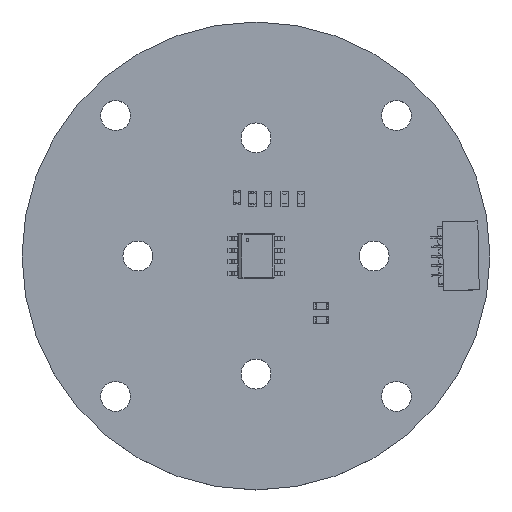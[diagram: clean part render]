
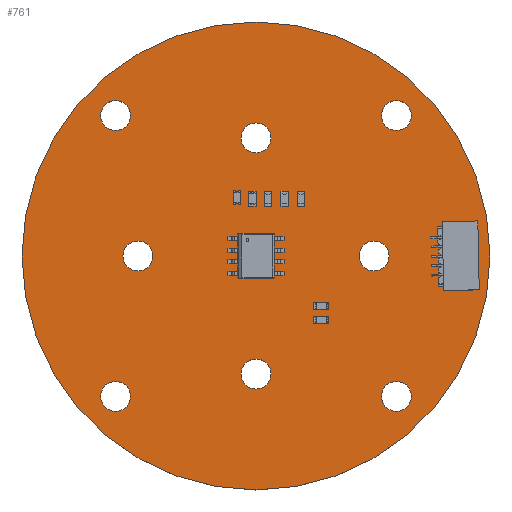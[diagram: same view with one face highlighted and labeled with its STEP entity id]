
A CAD part, top view. The second image highlights one B-rep face of the part: STEP entity #761.
In plain terms, the highlighted planar face has unit normal (0, 0, 1).
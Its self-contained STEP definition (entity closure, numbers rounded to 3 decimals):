
#132 = VERTEX_POINT('',#133);
#133 = CARTESIAN_POINT('',(-24.987,0.,
    1.6));
#139 = EDGE_CURVE('',#132,#140,#142,.T.);
#140 = VERTEX_POINT('',#141);
#141 = CARTESIAN_POINT('',(24.987,0.,
    1.6));
#142 = CIRCLE('',#143,24.987);
#143 = AXIS2_PLACEMENT_3D('',#144,#145,#146);
#144 = CARTESIAN_POINT('',(0.,0.,1.6));
#145 = DIRECTION('',(0.,0.,-1.));
#146 = DIRECTION('',(-1.,0.,0.));
#172 = EDGE_CURVE('',#140,#132,#173,.T.);
#173 = CIRCLE('',#174,24.987);
#174 = AXIS2_PLACEMENT_3D('',#175,#176,#177);
#175 = CARTESIAN_POINT('',(0.,0.,
    1.6));
#176 = DIRECTION('',(-0.,0.,-1.));
#177 = DIRECTION('',(1.,0.,-0.));
#198 = VERTEX_POINT('',#199);
#199 = CARTESIAN_POINT('',(-13.4,-15.,
    1.6));
#205 = EDGE_CURVE('',#198,#206,#208,.T.);
#206 = VERTEX_POINT('',#207);
#207 = CARTESIAN_POINT('',(-16.6,-15.,
    1.6));
#208 = CIRCLE('',#209,1.6);
#209 = AXIS2_PLACEMENT_3D('',#210,#211,#212);
#210 = CARTESIAN_POINT('',(-15.,-15.,
    1.6));
#211 = DIRECTION('',(0.,0.,1.));
#212 = DIRECTION('',(1.,0.,-0.));
#238 = EDGE_CURVE('',#206,#198,#239,.T.);
#239 = CIRCLE('',#240,1.6);
#240 = AXIS2_PLACEMENT_3D('',#241,#242,#243);
#241 = CARTESIAN_POINT('',(-15.,-15.,
    1.6));
#242 = DIRECTION('',(0.,0.,1.));
#243 = DIRECTION('',(-1.,0.,0.));
#264 = VERTEX_POINT('',#265);
#265 = CARTESIAN_POINT('',(-13.4,15.,
    1.6));
#271 = EDGE_CURVE('',#264,#272,#274,.T.);
#272 = VERTEX_POINT('',#273);
#273 = CARTESIAN_POINT('',(-16.6,15.,
    1.6));
#274 = CIRCLE('',#275,1.6);
#275 = AXIS2_PLACEMENT_3D('',#276,#277,#278);
#276 = CARTESIAN_POINT('',(-15.,15.,
    1.6));
#277 = DIRECTION('',(0.,0.,1.));
#278 = DIRECTION('',(1.,0.,-0.));
#304 = EDGE_CURVE('',#272,#264,#305,.T.);
#305 = CIRCLE('',#306,1.6);
#306 = AXIS2_PLACEMENT_3D('',#307,#308,#309);
#307 = CARTESIAN_POINT('',(-15.,15.,
    1.6));
#308 = DIRECTION('',(0.,0.,1.));
#309 = DIRECTION('',(-1.,0.,0.));
#330 = VERTEX_POINT('',#331);
#331 = CARTESIAN_POINT('',(-11.01,0.,
    1.6));
#337 = EDGE_CURVE('',#330,#338,#340,.T.);
#338 = VERTEX_POINT('',#339);
#339 = CARTESIAN_POINT('',(-14.21,0.,
    1.6));
#340 = CIRCLE('',#341,1.6);
#341 = AXIS2_PLACEMENT_3D('',#342,#343,#344);
#342 = CARTESIAN_POINT('',(-12.61,0.,
    1.6));
#343 = DIRECTION('',(0.,0.,1.));
#344 = DIRECTION('',(1.,0.,-0.));
#370 = EDGE_CURVE('',#338,#330,#371,.T.);
#371 = CIRCLE('',#372,1.6);
#372 = AXIS2_PLACEMENT_3D('',#373,#374,#375);
#373 = CARTESIAN_POINT('',(-12.61,0.,
    1.6));
#374 = DIRECTION('',(0.,0.,1.));
#375 = DIRECTION('',(-1.,0.,0.));
#396 = VERTEX_POINT('',#397);
#397 = CARTESIAN_POINT('',(1.6,12.61,1.6
    ));
#403 = EDGE_CURVE('',#396,#404,#406,.T.);
#404 = VERTEX_POINT('',#405);
#405 = CARTESIAN_POINT('',(-1.6,12.61,
    1.6));
#406 = CIRCLE('',#407,1.6);
#407 = AXIS2_PLACEMENT_3D('',#408,#409,#410);
#408 = CARTESIAN_POINT('',(0.,12.61,1.6));
#409 = DIRECTION('',(0.,0.,1.));
#410 = DIRECTION('',(1.,0.,-0.));
#436 = EDGE_CURVE('',#404,#396,#437,.T.);
#437 = CIRCLE('',#438,1.6);
#438 = AXIS2_PLACEMENT_3D('',#439,#440,#441);
#439 = CARTESIAN_POINT('',(0.,12.61,1.6));
#440 = DIRECTION('',(0.,0.,1.));
#441 = DIRECTION('',(-1.,0.,0.));
#462 = VERTEX_POINT('',#463);
#463 = CARTESIAN_POINT('',(1.6,-12.61,1.6
    ));
#469 = EDGE_CURVE('',#462,#470,#472,.T.);
#470 = VERTEX_POINT('',#471);
#471 = CARTESIAN_POINT('',(-1.6,-12.61,
    1.6));
#472 = CIRCLE('',#473,1.6);
#473 = AXIS2_PLACEMENT_3D('',#474,#475,#476);
#474 = CARTESIAN_POINT('',(0.,-12.61,1.6));
#475 = DIRECTION('',(0.,0.,1.));
#476 = DIRECTION('',(1.,0.,-0.));
#502 = EDGE_CURVE('',#470,#462,#503,.T.);
#503 = CIRCLE('',#504,1.6);
#504 = AXIS2_PLACEMENT_3D('',#505,#506,#507);
#505 = CARTESIAN_POINT('',(0.,-12.61,1.6));
#506 = DIRECTION('',(0.,0.,1.));
#507 = DIRECTION('',(-1.,0.,0.));
#528 = VERTEX_POINT('',#529);
#529 = CARTESIAN_POINT('',(14.21,0.,
    1.6));
#535 = EDGE_CURVE('',#528,#536,#538,.T.);
#536 = VERTEX_POINT('',#537);
#537 = CARTESIAN_POINT('',(11.01,0.,
    1.6));
#538 = CIRCLE('',#539,1.6);
#539 = AXIS2_PLACEMENT_3D('',#540,#541,#542);
#540 = CARTESIAN_POINT('',(12.61,0.,
    1.6));
#541 = DIRECTION('',(0.,0.,1.));
#542 = DIRECTION('',(1.,0.,-0.));
#568 = EDGE_CURVE('',#536,#528,#569,.T.);
#569 = CIRCLE('',#570,1.6);
#570 = AXIS2_PLACEMENT_3D('',#571,#572,#573);
#571 = CARTESIAN_POINT('',(12.61,0.,
    1.6));
#572 = DIRECTION('',(0.,0.,1.));
#573 = DIRECTION('',(-1.,0.,0.));
#594 = VERTEX_POINT('',#595);
#595 = CARTESIAN_POINT('',(16.6,15.,
    1.6));
#601 = EDGE_CURVE('',#594,#602,#604,.T.);
#602 = VERTEX_POINT('',#603);
#603 = CARTESIAN_POINT('',(13.4,15.,
    1.6));
#604 = CIRCLE('',#605,1.6);
#605 = AXIS2_PLACEMENT_3D('',#606,#607,#608);
#606 = CARTESIAN_POINT('',(15.,15.,
    1.6));
#607 = DIRECTION('',(0.,0.,1.));
#608 = DIRECTION('',(1.,0.,-0.));
#634 = EDGE_CURVE('',#602,#594,#635,.T.);
#635 = CIRCLE('',#636,1.6);
#636 = AXIS2_PLACEMENT_3D('',#637,#638,#639);
#637 = CARTESIAN_POINT('',(15.,15.,
    1.6));
#638 = DIRECTION('',(0.,0.,1.));
#639 = DIRECTION('',(-1.,0.,0.));
#660 = VERTEX_POINT('',#661);
#661 = CARTESIAN_POINT('',(16.6,-15.,
    1.6));
#667 = EDGE_CURVE('',#660,#668,#670,.T.);
#668 = VERTEX_POINT('',#669);
#669 = CARTESIAN_POINT('',(13.4,-15.,
    1.6));
#670 = CIRCLE('',#671,1.6);
#671 = AXIS2_PLACEMENT_3D('',#672,#673,#674);
#672 = CARTESIAN_POINT('',(15.,-15.,
    1.6));
#673 = DIRECTION('',(0.,0.,1.));
#674 = DIRECTION('',(1.,0.,-0.));
#700 = EDGE_CURVE('',#668,#660,#701,.T.);
#701 = CIRCLE('',#702,1.6);
#702 = AXIS2_PLACEMENT_3D('',#703,#704,#705);
#703 = CARTESIAN_POINT('',(15.,-15.,
    1.6));
#704 = DIRECTION('',(0.,0.,1.));
#705 = DIRECTION('',(-1.,0.,0.));
#761 = ADVANCED_FACE('',(#762,#766,#770,#774,#778,#782,#786,#790,#794),
  #798,.F.);
#762 = FACE_BOUND('',#763,.F.);
#763 = EDGE_LOOP('',(#764,#765));
#764 = ORIENTED_EDGE('',*,*,#139,.T.);
#765 = ORIENTED_EDGE('',*,*,#172,.T.);
#766 = FACE_BOUND('',#767,.F.);
#767 = EDGE_LOOP('',(#768,#769));
#768 = ORIENTED_EDGE('',*,*,#205,.T.);
#769 = ORIENTED_EDGE('',*,*,#238,.T.);
#770 = FACE_BOUND('',#771,.F.);
#771 = EDGE_LOOP('',(#772,#773));
#772 = ORIENTED_EDGE('',*,*,#271,.T.);
#773 = ORIENTED_EDGE('',*,*,#304,.T.);
#774 = FACE_BOUND('',#775,.F.);
#775 = EDGE_LOOP('',(#776,#777));
#776 = ORIENTED_EDGE('',*,*,#337,.T.);
#777 = ORIENTED_EDGE('',*,*,#370,.T.);
#778 = FACE_BOUND('',#779,.F.);
#779 = EDGE_LOOP('',(#780,#781));
#780 = ORIENTED_EDGE('',*,*,#403,.T.);
#781 = ORIENTED_EDGE('',*,*,#436,.T.);
#782 = FACE_BOUND('',#783,.F.);
#783 = EDGE_LOOP('',(#784,#785));
#784 = ORIENTED_EDGE('',*,*,#469,.T.);
#785 = ORIENTED_EDGE('',*,*,#502,.T.);
#786 = FACE_BOUND('',#787,.F.);
#787 = EDGE_LOOP('',(#788,#789));
#788 = ORIENTED_EDGE('',*,*,#535,.T.);
#789 = ORIENTED_EDGE('',*,*,#568,.T.);
#790 = FACE_BOUND('',#791,.F.);
#791 = EDGE_LOOP('',(#792,#793));
#792 = ORIENTED_EDGE('',*,*,#601,.T.);
#793 = ORIENTED_EDGE('',*,*,#634,.T.);
#794 = FACE_BOUND('',#795,.F.);
#795 = EDGE_LOOP('',(#796,#797));
#796 = ORIENTED_EDGE('',*,*,#667,.T.);
#797 = ORIENTED_EDGE('',*,*,#700,.T.);
#798 = PLANE('',#799);
#799 = AXIS2_PLACEMENT_3D('',#800,#801,#802);
#800 = CARTESIAN_POINT('',(0.,0.,
    1.6));
#801 = DIRECTION('',(-0.,-0.,-1.));
#802 = DIRECTION('',(-1.,0.,0.));
